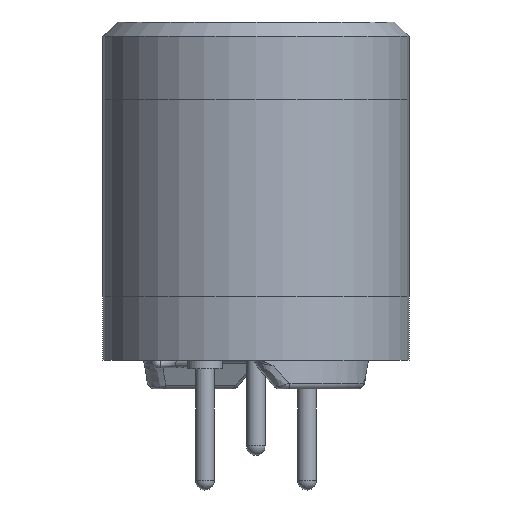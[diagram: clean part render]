
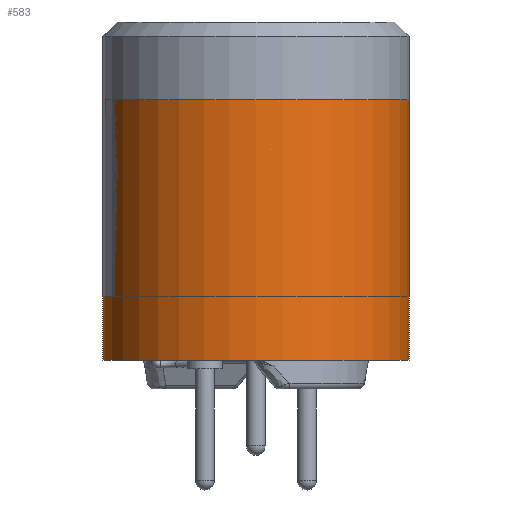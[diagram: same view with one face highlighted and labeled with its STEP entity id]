
A CAD part, left-side view. The second image highlights one B-rep face of the part: STEP entity #583.
In plain terms, the highlighted cylindrical face has radius 5.3 mm (diameter 10.6 mm), a full revolution.
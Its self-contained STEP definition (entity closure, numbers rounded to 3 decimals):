
#583 = ADVANCED_FACE( '', ( #1349, #1350 ), #1351, .T. );
#1349 = FACE_OUTER_BOUND( '', #4294, .T. );
#1350 = FACE_OUTER_BOUND( '', #4295, .T. );
#1351 = CYLINDRICAL_SURFACE( '', #4296, 5.3 );
#4294 = EDGE_LOOP( '', ( #8632 ) );
#4295 = EDGE_LOOP( '', ( #8633 ) );
#4296 = AXIS2_PLACEMENT_3D( '', #8634, #8635, #8636 );
#8632 = ORIENTED_EDGE( '', *, *, #10339, .T. );
#8633 = ORIENTED_EDGE( '', *, *, #10773, .F. );
#8634 = CARTESIAN_POINT( '', ( 0., 0., 9.5 ) );
#8635 = DIRECTION( '', ( 0., 0., 1. ) );
#8636 = DIRECTION( '', ( -1., 0., 0. ) );
#10339 = EDGE_CURVE( '', #11408, #11408, #11409, .T. );
#10773 = EDGE_CURVE( '', #12114, #12114, #12115, .T. );
#11408 = VERTEX_POINT( '', #13210 );
#11409 = CIRCLE( '', #13211, 5.3 );
#12114 = VERTEX_POINT( '', #15035 );
#12115 = CIRCLE( '', #15036, 5.3 );
#13210 = CARTESIAN_POINT( '', ( -5.3, 0., 9. ) );
#13211 = AXIS2_PLACEMENT_3D( '', #16547, #16548, #16549 );
#15035 = CARTESIAN_POINT( '', ( 5.3, 0., 0. ) );
#15036 = AXIS2_PLACEMENT_3D( '', #16793, #16794, #16795 );
#16547 = CARTESIAN_POINT( '', ( 0., 0., 9. ) );
#16548 = DIRECTION( '', ( 0., 0., -1. ) );
#16549 = DIRECTION( '', ( -1., 0., 0. ) );
#16793 = CARTESIAN_POINT( '', ( 0., 0., 0. ) );
#16794 = DIRECTION( '', ( 0., 0., -1. ) );
#16795 = DIRECTION( '', ( 1., 0., 0. ) );
